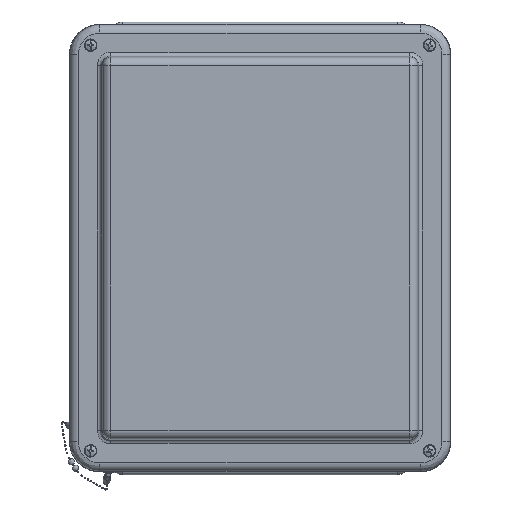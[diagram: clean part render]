
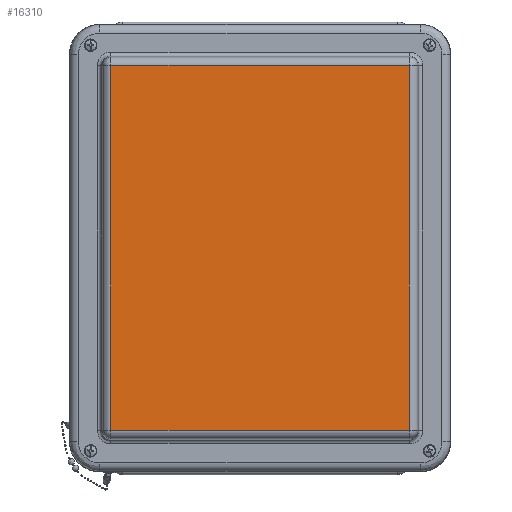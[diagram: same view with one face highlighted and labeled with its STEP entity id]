
A CAD part, top view. The second image highlights one B-rep face of the part: STEP entity #16310.
In plain terms, the highlighted planar face has unit normal (0, 0, 1).
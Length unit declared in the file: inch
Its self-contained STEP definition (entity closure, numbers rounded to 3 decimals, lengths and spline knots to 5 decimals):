
#608 = EDGE_CURVE ( 'NONE', #43083, #46769, #25519, .T. ) ;
#1106 = CARTESIAN_POINT ( 'NONE',  ( 4.47607, 0., 1.576 ) ) ;
#1154 = CARTESIAN_POINT ( 'NONE',  ( 4.47607, -5.46117, 1.576 ) ) ;
#1314 = CARTESIAN_POINT ( 'NONE',  ( 4.46959, -5.46765, 1.576 ) ) ;
#1464 = CARTESIAN_POINT ( 'NONE',  ( 4.47607, -5.46117, 1.576 ) ) ;
#2353 = DIRECTION ( 'NONE',  ( 1., 0., 0. ) ) ;
#2520 = CARTESIAN_POINT ( 'NONE',  ( 4.46959, 5.46765, 1.576 ) ) ;
#2697 = CARTESIAN_POINT ( 'NONE',  ( 4.46959, -5.46765, 1.576 ) ) ;
#4994 = VERTEX_POINT ( 'NONE', #2520 ) ;
#5810 = CARTESIAN_POINT ( 'NONE',  ( -4.4714, -5.46765, 1.576 ) ) ;
#6129 = VERTEX_POINT ( 'NONE', #7172 ) ;
#6138 = CARTESIAN_POINT ( 'NONE',  ( -4.47607, -5.46295, 1.576 ) ) ;
#6203 = CARTESIAN_POINT ( 'NONE',  ( -4.47607, 5.46298, 1.576 ) ) ;
#6515 = PLANE ( 'NONE',  #10213 ) ;
#6668 = DIRECTION ( 'NONE',  ( 0., 0., 1. ) ) ;
#7172 = CARTESIAN_POINT ( 'NONE',  ( -4.47607, 5.46117, 1.576 ) ) ;
#8973 = EDGE_CURVE ( 'NONE', #10812, #37542, #42771, .T. ) ;
#9464 = ORIENTED_EDGE ( 'NONE', *, *, #608, .T. ) ;
#9642 = LINE ( 'NONE', #1106, #40084 ) ;
#10124 = CARTESIAN_POINT ( 'NONE',  ( -4.46959, -5.46765, 1.576 ) ) ;
#10213 = AXIS2_PLACEMENT_3D ( 'NONE', #39670, #6668, #21450 ) ;
#10319 = ORIENTED_EDGE ( 'NONE', *, *, #26790, .T. ) ;
#10812 = VERTEX_POINT ( 'NONE', #2697 ) ;
#11023 = CARTESIAN_POINT ( 'NONE',  ( 4.4714, 5.46765, 1.576 ) ) ;
#12116 = ORIENTED_EDGE ( 'NONE', *, *, #8973, .T. ) ;
#13177 = CARTESIAN_POINT ( 'NONE',  ( -4.46959, -5.46765, 1.576 ) ) ;
#14229 = EDGE_CURVE ( 'NONE', #4994, #42055, #35852, .T. ) ;
#15180 = EDGE_CURVE ( 'NONE', #6129, #43083, #35722, .T. ) ;
#16310 = ADVANCED_FACE ( 'NONE', ( #30616 ), #6515, .T. ) ;
#17736 = CARTESIAN_POINT ( 'NONE',  ( -4.46959, 5.46765, 1.576 ) ) ;
#18062 = CARTESIAN_POINT ( 'NONE',  ( 0., 5.46765, 1.576 ) ) ;
#18431 = CARTESIAN_POINT ( 'NONE',  ( 4.47543, 5.46449, 1.576 ) ) ;
#18789 = ORIENTED_EDGE ( 'NONE', *, *, #15180, .T. ) ;
#19709 = DIRECTION ( 'NONE',  ( 0., 1., 0. ) ) ;
#20119 = CARTESIAN_POINT ( 'NONE',  ( -4.47292, -5.46702, 1.576 ) ) ;
#21179 = CARTESIAN_POINT ( 'NONE',  ( -4.46959, 5.46765, 1.576 ) ) ;
#21416 = VECTOR ( 'NONE', #2353, 39.37008 ) ;
#21450 = DIRECTION ( 'NONE',  ( 1., 0., 0. ) ) ;
#21527 = CARTESIAN_POINT ( 'NONE',  ( 4.47607, 5.46117, 1.576 ) ) ;
#23371 = CARTESIAN_POINT ( 'NONE',  ( 4.47544, -5.4645, 1.576 ) ) ;
#23739 = LINE ( 'NONE', #24744, #21416 ) ;
#24541 = CARTESIAN_POINT ( 'NONE',  ( -4.47291, 5.46701, 1.576 ) ) ;
#24744 = CARTESIAN_POINT ( 'NONE',  ( 0., -5.46765, 1.576 ) ) ;
#25247 = CARTESIAN_POINT ( 'NONE',  ( 4.46959, 5.46765, 1.576 ) ) ;
#25519 = B_SPLINE_CURVE_WITH_KNOTS ( 'NONE', 3,
 ( #31156, #6138, #27805, #20119, #5810, #13177 ),
 .UNSPECIFIED., .F., .F.,
 ( 4, 2, 4 ),
 ( 0., 0.5, 1. ),
 .UNSPECIFIED. ) ;
#26754 = CARTESIAN_POINT ( 'NONE',  ( 4.47291, -5.46701, 1.576 ) ) ;
#26790 = EDGE_CURVE ( 'NONE', #37542, #28263, #9642, .T. ) ;
#27056 = CARTESIAN_POINT ( 'NONE',  ( 4.47137, -5.46765, 1.576 ) ) ;
#27805 = CARTESIAN_POINT ( 'NONE',  ( -4.47543, -5.46449, 1.576 ) ) ;
#28263 = VERTEX_POINT ( 'NONE', #46205 ) ;
#28435 = EDGE_CURVE ( 'NONE', #28263, #4994, #42340, .T. ) ;
#28907 = ORIENTED_EDGE ( 'NONE', *, *, #34100, .T. ) ;
#29542 = EDGE_LOOP ( 'NONE', ( #9464, #36290, #12116, #10319, #37371, #39287, #28907, #18789 ) ) ;
#30616 = FACE_OUTER_BOUND ( 'NONE', #29542, .T. ) ;
#31156 = CARTESIAN_POINT ( 'NONE',  ( -4.47607, -5.46117, 1.576 ) ) ;
#32769 = DIRECTION ( 'NONE',  ( -1., 0., 0. ) ) ;
#34100 = EDGE_CURVE ( 'NONE', #42055, #6129, #35898, .T. ) ;
#35007 = EDGE_CURVE ( 'NONE', #46769, #10812, #23739, .T. ) ;
#35311 = VECTOR ( 'NONE', #32769, 39.37008 ) ;
#35318 = CARTESIAN_POINT ( 'NONE',  ( -4.47607, -5.46117, 1.576 ) ) ;
#35548 = CARTESIAN_POINT ( 'NONE',  ( -4.47137, 5.46765, 1.576 ) ) ;
#35703 = CARTESIAN_POINT ( 'NONE',  ( -4.47607, 5.46117, 1.576 ) ) ;
#35722 = LINE ( 'NONE', #45817, #44309 ) ;
#35852 = LINE ( 'NONE', #18062, #35311 ) ;
#35898 = B_SPLINE_CURVE_WITH_KNOTS ( 'NONE', 3,
 ( #17736, #35548, #24541, #39514, #6203, #35703 ),
 .UNSPECIFIED., .F., .F.,
 ( 4, 2, 4 ),
 ( 0., 0.5, 1. ),
 .UNSPECIFIED. ) ;
#36290 = ORIENTED_EDGE ( 'NONE', *, *, #35007, .T. ) ;
#37371 = ORIENTED_EDGE ( 'NONE', *, *, #28435, .T. ) ;
#37542 = VERTEX_POINT ( 'NONE', #1464 ) ;
#39287 = ORIENTED_EDGE ( 'NONE', *, *, #14229, .T. ) ;
#39514 = CARTESIAN_POINT ( 'NONE',  ( -4.47544, 5.4645, 1.576 ) ) ;
#39670 = CARTESIAN_POINT ( 'NONE',  ( 0., 0., 1.576 ) ) ;
#40084 = VECTOR ( 'NONE', #19709, 39.37008 ) ;
#41766 = CARTESIAN_POINT ( 'NONE',  ( 4.47607, -5.46298, 1.576 ) ) ;
#42055 = VERTEX_POINT ( 'NONE', #21179 ) ;
#42340 = B_SPLINE_CURVE_WITH_KNOTS ( 'NONE', 3,
 ( #21527, #47148, #18431, #47303, #11023, #25247 ),
 .UNSPECIFIED., .F., .F.,
 ( 4, 2, 4 ),
 ( 0., 0.5, 1. ),
 .UNSPECIFIED. ) ;
#42771 = B_SPLINE_CURVE_WITH_KNOTS ( 'NONE', 3,
 ( #1314, #27056, #26754, #23371, #41766, #1154 ),
 .UNSPECIFIED., .F., .F.,
 ( 4, 2, 4 ),
 ( 0., 0.5, 1. ),
 .UNSPECIFIED. ) ;
#43083 = VERTEX_POINT ( 'NONE', #35318 ) ;
#44309 = VECTOR ( 'NONE', #45498, 39.37008 ) ;
#45498 = DIRECTION ( 'NONE',  ( 0., -1., 0. ) ) ;
#45817 = CARTESIAN_POINT ( 'NONE',  ( -4.47607, 0., 1.576 ) ) ;
#46205 = CARTESIAN_POINT ( 'NONE',  ( 4.47607, 5.46117, 1.576 ) ) ;
#46769 = VERTEX_POINT ( 'NONE', #10124 ) ;
#47148 = CARTESIAN_POINT ( 'NONE',  ( 4.47607, 5.46295, 1.576 ) ) ;
#47303 = CARTESIAN_POINT ( 'NONE',  ( 4.47292, 5.46702, 1.576 ) ) ;
